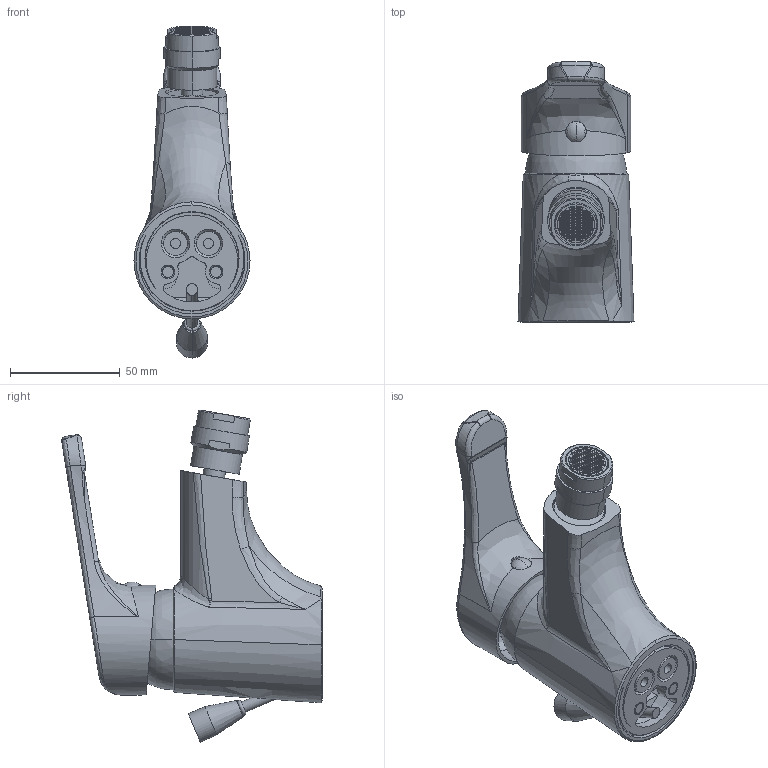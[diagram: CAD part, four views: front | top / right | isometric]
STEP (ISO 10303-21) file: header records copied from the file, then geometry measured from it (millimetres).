
FILE_DESCRIPTION((''),'2;1');
FILE_NAME('NT135CR','2021-11-10T12:53:23',('ut3'),('PAFFONI SpA'),'CREO PARAMETRIC BY PTC INC, 2020044','CREO PARAMETRIC BY PTC INC, 2020044','');
FILE_SCHEMA(('CONFIG_CONTROL_DESIGN','SHAPE_APPEARANCE_LAYERS_GROUPS'));
Products named in the file (1): NT135CR
Bounding box: 52.89 x 118.74 x 151.32 mm (x, y, z)
Volume: 163344.2 mm3; surface area: 92508 mm2
Topology: 4 solids, 4 shells, 2827 faces, 8024 edges, 5202 vertices
Faces by surface type: plane 2044, cylinder 417, torus 133, bspline 114, cone 89, sphere 26, extrusion 4
Entity records: 116494 total; most frequent: CARTESIAN_POINT 31547, ORIENTED_EDGE 16006, DIRECTION 14860, EDGE_CURVE 8003, VERTEX_POINT 5202, VECTOR 5058, LINE 5054, AXIS2_PLACEMENT_3D 4901
